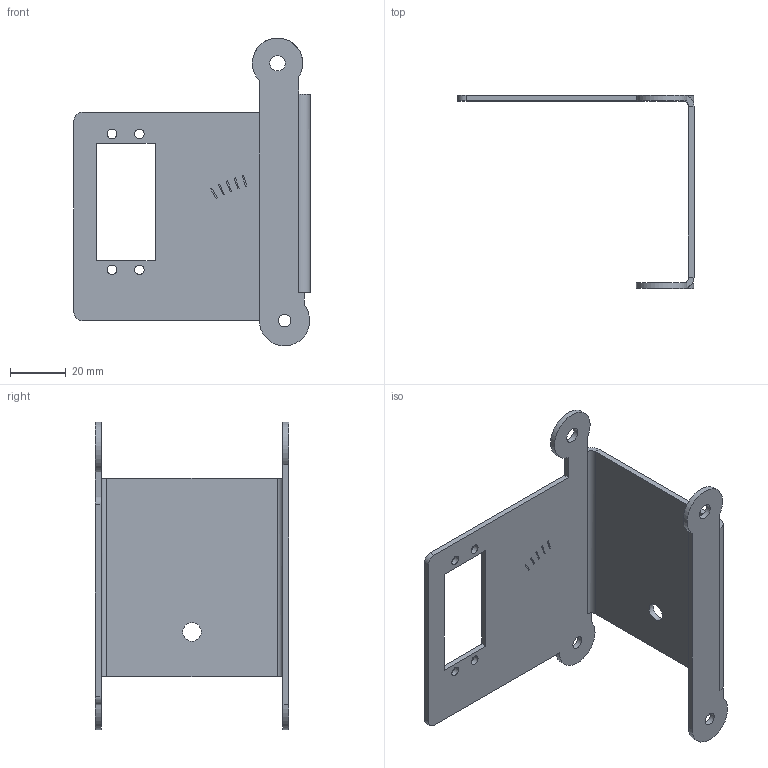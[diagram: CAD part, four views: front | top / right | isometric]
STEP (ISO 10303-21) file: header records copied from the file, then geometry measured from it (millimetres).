
FILE_DESCRIPTION(('FreeCAD Model'),'2;1');
FILE_NAME('Open CASCADE Shape Model','2024-08-29T13:17:55',(''),(''), 'Open CASCADE STEP processor 7.6','FreeCAD','Unknown');
FILE_SCHEMA(('AUTOMOTIVE_DESIGN { 1 0 10303 214 1 1 1 1 }'));
Length unit declared in the file: millimetre
Products named in the file (1): articulated_arm_to_nozzle_v5
Bounding box: 84.37 x 69 x 109.99 mm (x, y, z)
Volume: 24081.5 mm3; surface area: 25846.5 mm2
Topology: 1 solids, 1 shells, 75 faces, 186 edges, 118 vertices
Faces by surface type: plane 48, cylinder 19, bspline 8
Full cylindrical faces by diameter (mm): 3.4 x4, 4.5 x2, 5.5 x2, 6.6 x1
Entity records: 3098 total; most frequent: CARTESIAN_POINT 1275, ORIENTED_EDGE 372, DIRECTION 346, EDGE_CURVE 186, LINE 132, VECTOR 132, VERTEX_POINT 118, AXIS2_PLACEMENT_3D 107
